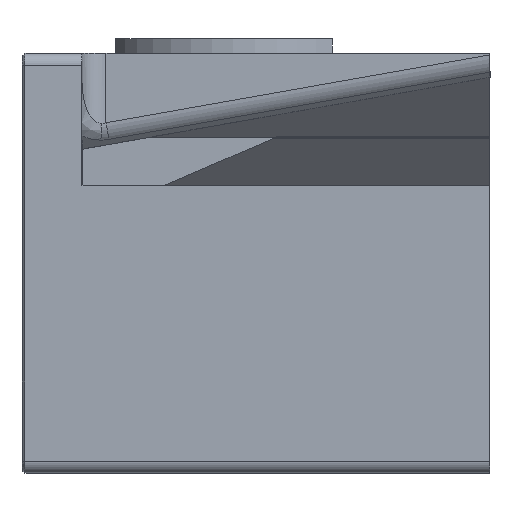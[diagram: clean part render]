
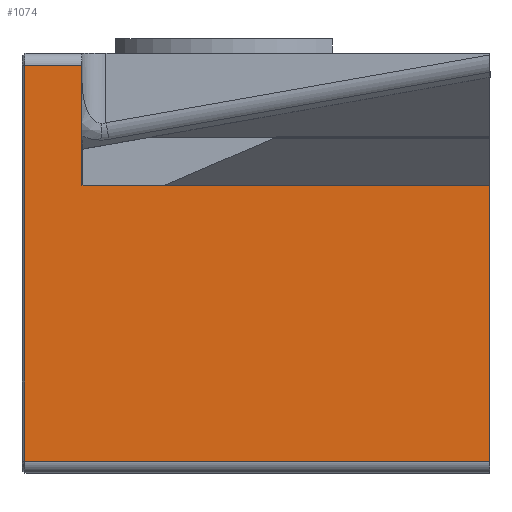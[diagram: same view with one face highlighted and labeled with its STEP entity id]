
A CAD part, front view. The second image highlights one B-rep face of the part: STEP entity #1074.
In plain terms, the highlighted planar face has unit normal (0, -1, 0).
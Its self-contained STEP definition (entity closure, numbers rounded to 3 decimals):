
#179 = VECTOR ( 'NONE', #4225, 1000. ) ;
#225 = VERTEX_POINT ( 'NONE', #303 ) ;
#303 = CARTESIAN_POINT ( 'NONE',  ( -22.25, -29.75, 34. ) ) ;
#880 = CARTESIAN_POINT ( 'NONE',  ( 16.5, -29.75, 0. ) ) ;
#913 = DIRECTION ( 'NONE',  ( 0., 0., 1. ) ) ;
#1034 = EDGE_CURVE ( 'NONE', #225, #4490, #1607, .T. ) ;
#1057 = EDGE_CURVE ( 'NONE', #2663, #3858, #1290, .T. ) ;
#1074 = ADVANCED_FACE ( 'NONE', ( #2082 ), #2110, .F. ) ;
#1089 = AXIS2_PLACEMENT_3D ( 'NONE', #3837, #5128, #1263 ) ;
#1210 = DIRECTION ( 'NONE',  ( -1., 0., 0. ) ) ;
#1263 = DIRECTION ( 'NONE',  ( 0., 0., 1. ) ) ;
#1290 = LINE ( 'NONE', #4196, #5226 ) ;
#1339 = LINE ( 'NONE', #880, #4869 ) ;
#1386 = VECTOR ( 'NONE', #1210, 1000. ) ;
#1391 = ORIENTED_EDGE ( 'NONE', *, *, #1555, .T. ) ;
#1555 = EDGE_CURVE ( 'NONE', #4490, #2829, #1339, .T. ) ;
#1582 = DIRECTION ( 'NONE',  ( -1., 0., 0. ) ) ;
#1607 = LINE ( 'NONE', #2512, #179 ) ;
#1706 = CARTESIAN_POINT ( 'NONE',  ( 16.5, -29.75, 34. ) ) ;
#1794 = CARTESIAN_POINT ( 'NONE',  ( -22.25, -29.75, 0. ) ) ;
#2082 = FACE_OUTER_BOUND ( 'NONE', #5030, .T. ) ;
#2103 = ORIENTED_EDGE ( 'NONE', *, *, #1034, .T. ) ;
#2110 = PLANE ( 'NONE',  #1089 ) ;
#2235 = CARTESIAN_POINT ( 'NONE',  ( -22.25, -29.75, 67. ) ) ;
#2295 = ORIENTED_EDGE ( 'NONE', *, *, #5490, .T. ) ;
#2512 = CARTESIAN_POINT ( 'NONE',  ( 0., -29.75, 34. ) ) ;
#2659 = CARTESIAN_POINT ( 'NONE',  ( 16.5, -29.75, 57. ) ) ;
#2663 = VERTEX_POINT ( 'NONE', #3852 ) ;
#2698 = ORIENTED_EDGE ( 'NONE', *, *, #1057, .F. ) ;
#2829 = VERTEX_POINT ( 'NONE', #2659 ) ;
#2855 = VERTEX_POINT ( 'NONE', #2235 ) ;
#2946 = VECTOR ( 'NONE', #1582, 1000. ) ;
#3231 = CARTESIAN_POINT ( 'NONE',  ( -17.5, -29.75, 57. ) ) ;
#3275 = EDGE_CURVE ( 'NONE', #2829, #3858, #3389, .T. ) ;
#3313 = ORIENTED_EDGE ( 'NONE', *, *, #3275, .T. ) ;
#3389 = LINE ( 'NONE', #4222, #1386 ) ;
#3391 = DIRECTION ( 'NONE',  ( 0., 0., -1. ) ) ;
#3525 = DIRECTION ( 'NONE',  ( 0., 0., -1. ) ) ;
#3558 = ORIENTED_EDGE ( 'NONE', *, *, #4239, .T. ) ;
#3837 = CARTESIAN_POINT ( 'NONE',  ( 0., -29.75, 0. ) ) ;
#3852 = CARTESIAN_POINT ( 'NONE',  ( -17.5, -29.75, 67. ) ) ;
#3858 = VERTEX_POINT ( 'NONE', #3231 ) ;
#4119 = VECTOR ( 'NONE', #3525, 1000. ) ;
#4196 = CARTESIAN_POINT ( 'NONE',  ( -17.5, -29.75, 67. ) ) ;
#4222 = CARTESIAN_POINT ( 'NONE',  ( 0., -29.75, 57. ) ) ;
#4225 = DIRECTION ( 'NONE',  ( 1., 0., 0. ) ) ;
#4239 = EDGE_CURVE ( 'NONE', #2663, #2855, #5452, .T. ) ;
#4282 = LINE ( 'NONE', #1794, #4119 ) ;
#4490 = VERTEX_POINT ( 'NONE', #1706 ) ;
#4869 = VECTOR ( 'NONE', #913, 1000. ) ;
#5030 = EDGE_LOOP ( 'NONE', ( #3313, #2698, #3558, #2295, #2103, #1391 ) ) ;
#5128 = DIRECTION ( 'NONE',  ( 0., 1., 0. ) ) ;
#5226 = VECTOR ( 'NONE', #3391, 1000. ) ;
#5394 = CARTESIAN_POINT ( 'NONE',  ( 0., -29.75, 67. ) ) ;
#5452 = LINE ( 'NONE', #5394, #2946 ) ;
#5490 = EDGE_CURVE ( 'NONE', #2855, #225, #4282, .T. ) ;
